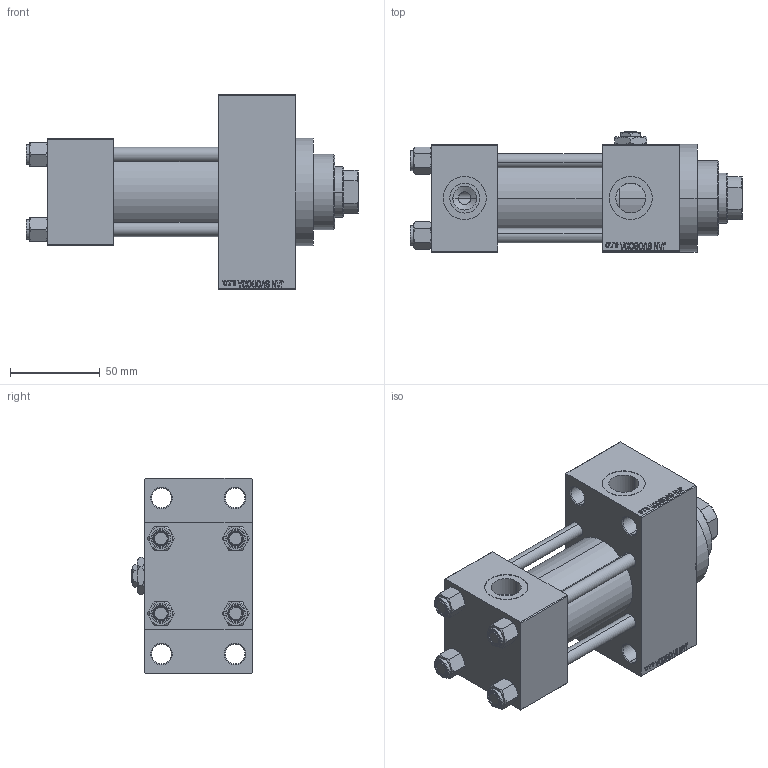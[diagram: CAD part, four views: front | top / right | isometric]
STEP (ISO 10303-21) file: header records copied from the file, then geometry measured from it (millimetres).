
FILE_DESCRIPTION (( 'STEP AP203' ), '1' );
FILE_NAME ('2c16.STEP', '2025-06-10T06:52:54', ( '' ), ( '' ), 'SwSTEP 2.0', 'SolidWorks 2019', '' );
FILE_SCHEMA (( 'CONFIG_CONTROL_DESIGN' ));
Products named in the file (7): 2c16; NUT_M5_D c9d3d2bbc9a2a71dd9842183690075d8; V215CR_D_Body c9d3d2bbc9a2a71dd9842183690075d8; Zatka_pro_OIL_PORT c9d3d2bbc9a2a71dd9842183690075d8; V215CR_D_TYCINKA c9d3d2bbc9a2a71dd9842183690075d8; V215_VC_A c9d3d2bbc9a2a71dd9842183690075d8; V215CR_VCP_D c9d3d2bbc9a2a71dd9842183690075d8
Assembly tree (12 placements, depth 2):
  2c16
    V215CR_D_Body c9d3d2bbc9a2a71dd9842183690075d8
    V215CR_VCP_D c9d3d2bbc9a2a71dd9842183690075d8
    NUT_M5_D c9d3d2bbc9a2a71dd9842183690075d8  x4
    V215CR_D_TYCINKA c9d3d2bbc9a2a71dd9842183690075d8  x4
    V215_VC_A c9d3d2bbc9a2a71dd9842183690075d8
    Zatka_pro_OIL_PORT c9d3d2bbc9a2a71dd9842183690075d8
Bounding box: 185 x 67 x 109 mm (x, y, z)
Volume: 528443.1 mm3; surface area: 130017.8 mm2
Topology: 12 solids, 12 shells, 1152 faces, 2869 edges, 1853 vertices
Faces by surface type: plane 522, bspline 368, cone 162, cylinder 92, torus 8
Entity records: 48967 total; most frequent: CARTESIAN_POINT 25643, ORIENTED_EDGE 5230, DIRECTION 3397, EDGE_CURVE 2615, VERTEX_POINT 1709, LINE 1545, VECTOR 1545, EDGE_LOOP 1166
